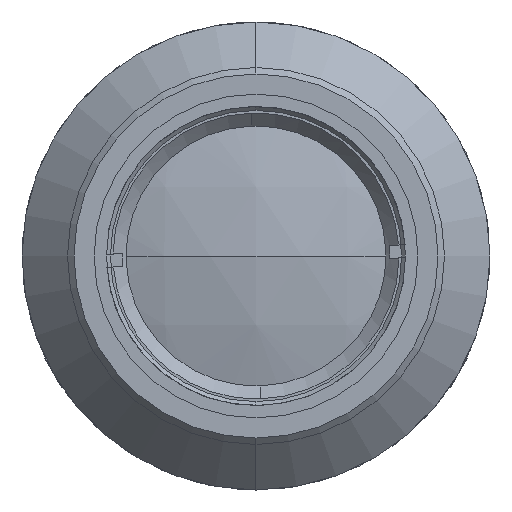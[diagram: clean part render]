
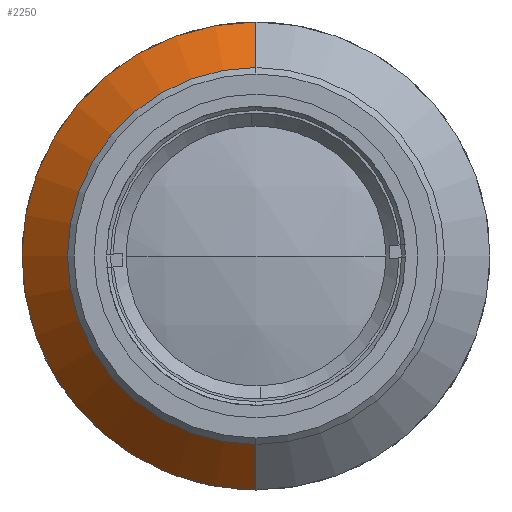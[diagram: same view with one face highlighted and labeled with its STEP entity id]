
A CAD part, left-side view. The second image highlights one B-rep face of the part: STEP entity #2250.
In plain terms, the highlighted conical face has half-angle 45 degrees and reference radius 18 mm.
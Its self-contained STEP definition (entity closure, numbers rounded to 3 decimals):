
#276 = CONICAL_SURFACE ( 'NONE', #1968, 18., 0.785 ) ;
#618 = ORIENTED_EDGE ( 'NONE', *, *, #804, .F. ) ;
#621 = LINE ( 'NONE', #4643, #3989 ) ;
#804 = EDGE_CURVE ( 'NONE', #2576, #3714, #3908, .T. ) ;
#920 = VERTEX_POINT ( 'NONE', #1151 ) ;
#987 = DIRECTION ( 'NONE',  ( 0.707, 0., 0.707 ) ) ;
#1052 = EDGE_CURVE ( 'NONE', #3714, #920, #621, .T. ) ;
#1082 = CARTESIAN_POINT ( 'NONE',  ( 19.999, 0., 0. ) ) ;
#1108 = DIRECTION ( 'NONE',  ( -1., 0., 0. ) ) ;
#1151 = CARTESIAN_POINT ( 'NONE',  ( 23.499, 0., -18. ) ) ;
#1343 = DIRECTION ( 'NONE',  ( 0.707, 0., -0.707 ) ) ;
#1445 = CARTESIAN_POINT ( 'NONE',  ( 23.499, 0., 0. ) ) ;
#1465 = VERTEX_POINT ( 'NONE', #2544 ) ;
#1698 = CARTESIAN_POINT ( 'NONE',  ( 19.999, 0., 14.5 ) ) ;
#1968 = AXIS2_PLACEMENT_3D ( 'NONE', #3318, #2578, #4404 ) ;
#2063 = EDGE_CURVE ( 'NONE', #2576, #1465, #3227, .T. ) ;
#2148 = DIRECTION ( 'NONE',  ( -1., 0., 0. ) ) ;
#2156 = ORIENTED_EDGE ( 'NONE', *, *, #1052, .F. ) ;
#2196 = CARTESIAN_POINT ( 'NONE',  ( 19.999, 0., -14.5 ) ) ;
#2207 = EDGE_CURVE ( 'NONE', #1465, #920, #2353, .T. ) ;
#2233 = DIRECTION ( 'NONE',  ( 0., 0., 1. ) ) ;
#2250 = ADVANCED_FACE ( 'NONE', ( #4381 ), #276, .T. ) ;
#2353 = CIRCLE ( 'NONE', #3501, 18. ) ;
#2544 = CARTESIAN_POINT ( 'NONE',  ( 23.499, 0., 18. ) ) ;
#2576 = VERTEX_POINT ( 'NONE', #1698 ) ;
#2578 = DIRECTION ( 'NONE',  ( 1., 0., 0. ) ) ;
#2694 = ORIENTED_EDGE ( 'NONE', *, *, #2063, .T. ) ;
#2759 = AXIS2_PLACEMENT_3D ( 'NONE', #1082, #1108, #3224 ) ;
#3051 = ORIENTED_EDGE ( 'NONE', *, *, #2207, .T. ) ;
#3120 = VECTOR ( 'NONE', #987, 1000. ) ;
#3224 = DIRECTION ( 'NONE',  ( 0., 0., 1. ) ) ;
#3227 = LINE ( 'NONE', #4626, #3120 ) ;
#3318 = CARTESIAN_POINT ( 'NONE',  ( 23.499, 0., 0. ) ) ;
#3501 = AXIS2_PLACEMENT_3D ( 'NONE', #1445, #2148, #2233 ) ;
#3714 = VERTEX_POINT ( 'NONE', #2196 ) ;
#3908 = CIRCLE ( 'NONE', #2759, 14.5 ) ;
#3989 = VECTOR ( 'NONE', #1343, 1000. ) ;
#4234 = EDGE_LOOP ( 'NONE', ( #618, #2694, #3051, #2156 ) ) ;
#4381 = FACE_OUTER_BOUND ( 'NONE', #4234, .T. ) ;
#4404 = DIRECTION ( 'NONE',  ( 0., 0., -1. ) ) ;
#4626 = CARTESIAN_POINT ( 'NONE',  ( 23.499, 0., 18. ) ) ;
#4643 = CARTESIAN_POINT ( 'NONE',  ( 23.499, 0., -18. ) ) ;
